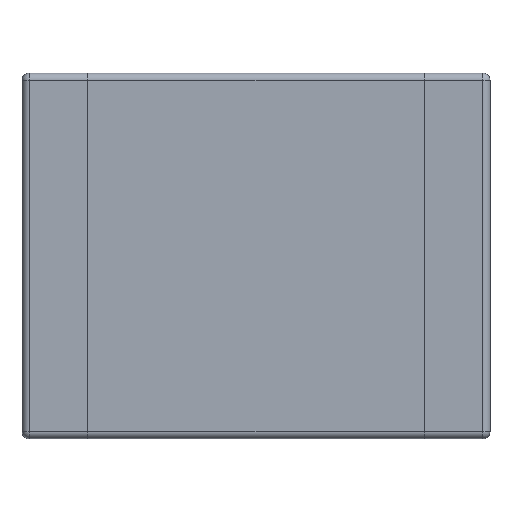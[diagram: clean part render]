
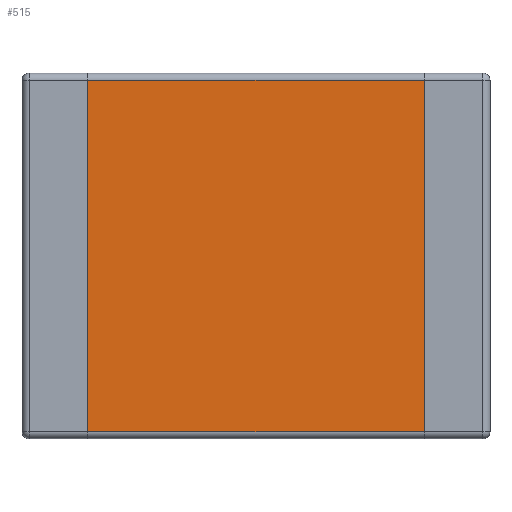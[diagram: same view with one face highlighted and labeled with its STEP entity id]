
A CAD part, front view. The second image highlights one B-rep face of the part: STEP entity #515.
In plain terms, the highlighted planar face has unit normal (0, -1, 0).
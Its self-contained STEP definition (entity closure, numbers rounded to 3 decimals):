
#507 = ORIENTED_EDGE ( 'NONE', *, *, #573, .F. ) ;
#515 = ADVANCED_FACE ( 'NONE', ( #948 ), #990, .T. ) ;
#516 = EDGE_CURVE ( 'NONE', #562, #641, #985, .T. ) ;
#517 = ORIENTED_EDGE ( 'NONE', *, *, #516, .T. ) ;
#518 = EDGE_CURVE ( 'NONE', #537, #572, #981, .T. ) ;
#521 = EDGE_LOOP ( 'NONE', ( #564, #574, #507, #517 ) ) ;
#537 = VERTEX_POINT ( 'NONE', #1042 ) ;
#562 = VERTEX_POINT ( 'NONE', #1120 ) ;
#564 = ORIENTED_EDGE ( 'NONE', *, *, #586, .F. ) ;
#572 = VERTEX_POINT ( 'NONE', #1142 ) ;
#573 = EDGE_CURVE ( 'NONE', #562, #572, #1191, .T. ) ;
#574 = ORIENTED_EDGE ( 'NONE', *, *, #518, .T. ) ;
#586 = EDGE_CURVE ( 'NONE', #537, #641, #1217, .T. ) ;
#641 = VERTEX_POINT ( 'NONE', #1306 ) ;
#948 = FACE_OUTER_BOUND ( 'NONE', #521, .T. ) ;
#978 = DIRECTION ( 'NONE',  ( 1., 0., 0. ) ) ;
#979 = VECTOR ( 'NONE', #978, 1000. ) ;
#980 = CARTESIAN_POINT ( 'NONE',  ( 1.6, 0., -1.2 ) ) ;
#981 = LINE ( 'NONE', #980, #979 ) ;
#982 = DIRECTION ( 'NONE',  ( -1., 0., 0. ) ) ;
#983 = VECTOR ( 'NONE', #982, 1000. ) ;
#984 = CARTESIAN_POINT ( 'NONE',  ( -1.6, 0., 1.2 ) ) ;
#985 = LINE ( 'NONE', #984, #983 ) ;
#986 = DIRECTION ( 'NONE',  ( 0., 0., -1. ) ) ;
#987 = DIRECTION ( 'NONE',  ( 0., -1., 0. ) ) ;
#988 = CARTESIAN_POINT ( 'NONE',  ( 1.6, 0., -1.25 ) ) ;
#989 = AXIS2_PLACEMENT_3D ( 'NONE', #988, #987, #986 ) ;
#990 = PLANE ( 'NONE',  #989 ) ;
#1042 = CARTESIAN_POINT ( 'NONE',  ( -1.15, 0., -1.2 ) ) ;
#1120 = CARTESIAN_POINT ( 'NONE',  ( 1.15, 0., 1.2 ) ) ;
#1142 = CARTESIAN_POINT ( 'NONE',  ( 1.15, 0., -1.2 ) ) ;
#1188 = DIRECTION ( 'NONE',  ( 0., 0., -1. ) ) ;
#1189 = VECTOR ( 'NONE', #1188, 1000. ) ;
#1190 = CARTESIAN_POINT ( 'NONE',  ( 1.15, 0., -1.25 ) ) ;
#1191 = LINE ( 'NONE', #1190, #1189 ) ;
#1214 = DIRECTION ( 'NONE',  ( 0., 0., 1. ) ) ;
#1215 = VECTOR ( 'NONE', #1214, 1000. ) ;
#1216 = CARTESIAN_POINT ( 'NONE',  ( -1.15, 0., -1.25 ) ) ;
#1217 = LINE ( 'NONE', #1216, #1215 ) ;
#1306 = CARTESIAN_POINT ( 'NONE',  ( -1.15, 0., 1.2 ) ) ;
